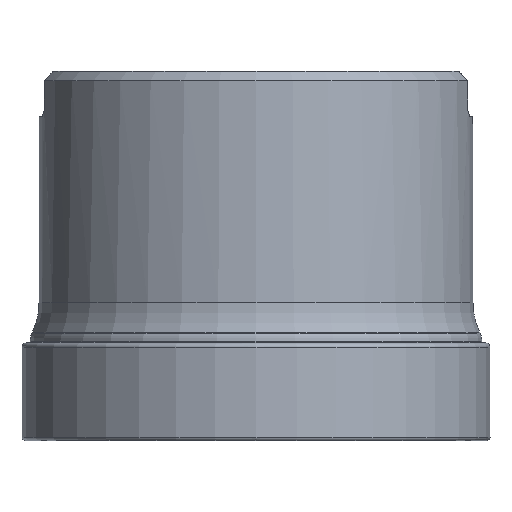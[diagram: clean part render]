
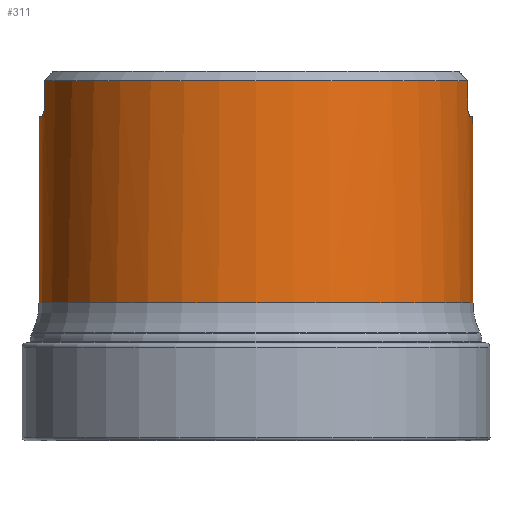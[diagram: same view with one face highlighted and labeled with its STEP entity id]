
A CAD part, left-side view. The second image highlights one B-rep face of the part: STEP entity #311.
In plain terms, the highlighted cylindrical face has radius 23.5 mm (diameter 47 mm), a full revolution.
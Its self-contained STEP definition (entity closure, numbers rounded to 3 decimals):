
#39=CYLINDRICAL_SURFACE('',#1512,23.5);
#104=LINE('',#2427,#148);
#105=LINE('',#2429,#149);
#106=LINE('',#2470,#150);
#107=LINE('',#2471,#151);
#148=VECTOR('',#1757,1.);
#149=VECTOR('',#1758,1.);
#150=VECTOR('',#1761,1.);
#151=VECTOR('',#1762,1.);
#311=ADVANCED_FACE('',(#513,#514),#39,.T.);
#441=B_SPLINE_CURVE_WITH_KNOTS('',3,(#2431,#2432,#2433,#2434,#2435,#2436,
#2437,#2438,#2439,#2440,#2441,#2442,#2443,#2444,#2445,#2446,#2447,#2448,
#2449),.UNSPECIFIED.,.F.,.F.,(4,3,3,3,3,3,4),(0.,0.083,0.382,
0.803,0.89,0.956,1.),.UNSPECIFIED.);
#442=B_SPLINE_CURVE_WITH_KNOTS('',3,(#2453,#2454,#2455,#2456,#2457,#2458,
#2459,#2460,#2461,#2462,#2463,#2464,#2465,#2466,#2467,#2468),
 .UNSPECIFIED.,.F.,.F.,(4,3,3,3,3,4),(0.,0.043,0.112,
0.369,0.783,1.),.UNSPECIFIED.);
#443=B_SPLINE_CURVE_WITH_KNOTS('',3,(#2473,#2474,#2475,#2476,#2477,#2478,
#2479,#2480,#2481,#2482,#2483,#2484,#2485,#2486,#2487,#2488,#2489,#2490,
#2491),.UNSPECIFIED.,.F.,.F.,(4,3,3,3,3,3,4),(0.,0.083,0.382,
0.803,0.89,0.956,1.),.UNSPECIFIED.);
#444=B_SPLINE_CURVE_WITH_KNOTS('',3,(#2495,#2496,#2497,#2498,#2499,#2500,
#2501,#2502,#2503,#2504,#2505,#2506,#2507,#2508,#2509,#2510),
 .UNSPECIFIED.,.F.,.F.,(4,3,3,3,3,4),(0.,0.043,0.112,
0.369,0.783,1.),.UNSPECIFIED.);
#513=FACE_BOUND('',#618,.T.);
#514=FACE_BOUND('',#619,.T.);
#618=EDGE_LOOP('',(#783,#784,#785,#786,#787,#788,#789,#790,#791,#792,#793,
#794));
#619=EDGE_LOOP('',(#795));
#783=ORIENTED_EDGE('',*,*,#1239,.T.);
#784=ORIENTED_EDGE('',*,*,#1223,.F.);
#785=ORIENTED_EDGE('',*,*,#1240,.F.);
#786=ORIENTED_EDGE('',*,*,#1241,.F.);
#787=ORIENTED_EDGE('',*,*,#1242,.F.);
#788=ORIENTED_EDGE('',*,*,#1243,.F.);
#789=ORIENTED_EDGE('',*,*,#1244,.T.);
#790=ORIENTED_EDGE('',*,*,#1219,.F.);
#791=ORIENTED_EDGE('',*,*,#1245,.F.);
#792=ORIENTED_EDGE('',*,*,#1246,.F.);
#793=ORIENTED_EDGE('',*,*,#1247,.F.);
#794=ORIENTED_EDGE('',*,*,#1248,.F.);
#795=ORIENTED_EDGE('',*,*,#1249,.T.);
#1093=VERTEX_POINT('',#2336);
#1094=VERTEX_POINT('',#2338);
#1097=VERTEX_POINT('',#2361);
#1098=VERTEX_POINT('',#2362);
#1112=VERTEX_POINT('',#2428);
#1113=VERTEX_POINT('',#2430);
#1114=VERTEX_POINT('',#2450);
#1115=VERTEX_POINT('',#2452);
#1116=VERTEX_POINT('',#2469);
#1117=VERTEX_POINT('',#2472);
#1118=VERTEX_POINT('',#2492);
#1119=VERTEX_POINT('',#2494);
#1120=VERTEX_POINT('',#2512);
#1219=EDGE_CURVE('',#1093,#1094,#1393,.T.);
#1223=EDGE_CURVE('',#1097,#1098,#1395,.T.);
#1239=EDGE_CURVE('',#1112,#1098,#104,.T.);
#1240=EDGE_CURVE('',#1113,#1097,#105,.T.);
#1241=EDGE_CURVE('',#1114,#1113,#441,.T.);
#1242=EDGE_CURVE('',#1115,#1114,#1405,.T.);
#1243=EDGE_CURVE('',#1116,#1115,#442,.T.);
#1244=EDGE_CURVE('',#1116,#1094,#106,.T.);
#1245=EDGE_CURVE('',#1117,#1093,#107,.T.);
#1246=EDGE_CURVE('',#1118,#1117,#443,.T.);
#1247=EDGE_CURVE('',#1119,#1118,#1406,.T.);
#1248=EDGE_CURVE('',#1112,#1119,#444,.T.);
#1249=EDGE_CURVE('',#1120,#1120,#1407,.T.);
#1393=CIRCLE('',#1490,23.5);
#1395=CIRCLE('',#1493,23.5);
#1405=CIRCLE('',#1509,23.5);
#1406=CIRCLE('',#1510,23.5);
#1407=CIRCLE('',#1511,23.5);
#1490=AXIS2_PLACEMENT_3D('',#2337,#1717,#1718);
#1493=AXIS2_PLACEMENT_3D('',#2360,#1723,#1724);
#1509=AXIS2_PLACEMENT_3D('',#2451,#1759,#1760);
#1510=AXIS2_PLACEMENT_3D('',#2493,#1763,#1764);
#1511=AXIS2_PLACEMENT_3D('',#2511,#1765,#1766);
#1512=AXIS2_PLACEMENT_3D('',#2513,#1767,#1768);
#1717=DIRECTION('',(0.,0.,1.));
#1718=DIRECTION('',(1.,0.,0.));
#1723=DIRECTION('',(0.,0.,1.));
#1724=DIRECTION('',(1.,0.,0.));
#1757=DIRECTION('',(0.,0.,1.));
#1758=DIRECTION('',(0.,0.,1.));
#1759=DIRECTION('',(0.,0.,1.));
#1760=DIRECTION('',(-1.,0.,0.));
#1761=DIRECTION('',(0.,0.,1.));
#1762=DIRECTION('',(0.,0.,1.));
#1763=DIRECTION('',(0.,0.,1.));
#1764=DIRECTION('',(-1.,0.,0.));
#1765=DIRECTION('',(0.,0.,1.));
#1766=DIRECTION('',(1.,0.,0.));
#1767=DIRECTION('',(0.,0.,1.));
#1768=DIRECTION('',(1.,0.,0.));
#2336=CARTESIAN_POINT('',(-5.097,22.94,-1.));
#2337=CARTESIAN_POINT('',(0.,0.,-1.));
#2338=CARTESIAN_POINT('',(-5.097,-22.94,-1.));
#2360=CARTESIAN_POINT('',(0.,0.,-1.));
#2361=CARTESIAN_POINT('',(5.097,-22.94,-1.));
#2362=CARTESIAN_POINT('',(5.097,22.94,-1.));
#2427=CARTESIAN_POINT('',(5.097,22.94,-4.96));
#2428=CARTESIAN_POINT('',(5.097,22.94,-4.1));
#2429=CARTESIAN_POINT('',(5.097,-22.94,-4.96));
#2430=CARTESIAN_POINT('',(5.097,-22.94,-4.1));
#2431=CARTESIAN_POINT('',(3.802,-23.19,-4.9));
#2432=CARTESIAN_POINT('',(3.847,-23.183,-4.9));
#2433=CARTESIAN_POINT('',(3.891,-23.176,-4.897));
#2434=CARTESIAN_POINT('',(3.935,-23.168,-4.892));
#2435=CARTESIAN_POINT('',(4.093,-23.141,-4.875));
#2436=CARTESIAN_POINT('',(4.249,-23.113,-4.826));
#2437=CARTESIAN_POINT('',(4.393,-23.086,-4.758));
#2438=CARTESIAN_POINT('',(4.594,-23.047,-4.662));
#2439=CARTESIAN_POINT('',(4.782,-23.009,-4.529));
#2440=CARTESIAN_POINT('',(4.938,-22.975,-4.37));
#2441=CARTESIAN_POINT('',(4.971,-22.968,-4.336));
#2442=CARTESIAN_POINT('',(5.003,-22.961,-4.301));
#2443=CARTESIAN_POINT('',(5.031,-22.955,-4.263));
#2444=CARTESIAN_POINT('',(5.052,-22.95,-4.234));
#2445=CARTESIAN_POINT('',(5.072,-22.946,-4.203));
#2446=CARTESIAN_POINT('',(5.084,-22.943,-4.17));
#2447=CARTESIAN_POINT('',(5.092,-22.942,-4.148));
#2448=CARTESIAN_POINT('',(5.097,-22.94,-4.124));
#2449=CARTESIAN_POINT('',(5.097,-22.94,-4.1));
#2450=CARTESIAN_POINT('',(3.802,-23.19,-4.9));
#2451=CARTESIAN_POINT('',(0.,0.,-4.9));
#2452=CARTESIAN_POINT('',(-3.802,-23.19,-4.9));
#2453=CARTESIAN_POINT('',(-5.097,-22.94,-4.1));
#2454=CARTESIAN_POINT('',(-5.097,-22.94,-4.124));
#2455=CARTESIAN_POINT('',(-5.092,-22.942,-4.147));
#2456=CARTESIAN_POINT('',(-5.084,-22.943,-4.169));
#2457=CARTESIAN_POINT('',(-5.071,-22.946,-4.204));
#2458=CARTESIAN_POINT('',(-5.051,-22.951,-4.236));
#2459=CARTESIAN_POINT('',(-5.029,-22.956,-4.266));
#2460=CARTESIAN_POINT('',(-4.947,-22.974,-4.377));
#2461=CARTESIAN_POINT('',(-4.84,-22.996,-4.468));
#2462=CARTESIAN_POINT('',(-4.73,-23.019,-4.551));
#2463=CARTESIAN_POINT('',(-4.556,-23.055,-4.683));
#2464=CARTESIAN_POINT('',(-4.357,-23.094,-4.792));
#2465=CARTESIAN_POINT('',(-4.146,-23.131,-4.851));
#2466=CARTESIAN_POINT('',(-4.035,-23.151,-4.882));
#2467=CARTESIAN_POINT('',(-3.918,-23.171,-4.9));
#2468=CARTESIAN_POINT('',(-3.802,-23.19,-4.9));
#2469=CARTESIAN_POINT('',(-5.097,-22.94,-4.1));
#2470=CARTESIAN_POINT('',(-5.097,-22.94,-4.96));
#2471=CARTESIAN_POINT('',(-5.097,22.94,-4.96));
#2472=CARTESIAN_POINT('',(-5.097,22.94,-4.1));
#2473=CARTESIAN_POINT('',(-3.802,23.19,-4.9));
#2474=CARTESIAN_POINT('',(-3.847,23.183,-4.9));
#2475=CARTESIAN_POINT('',(-3.891,23.176,-4.897));
#2476=CARTESIAN_POINT('',(-3.935,23.168,-4.892));
#2477=CARTESIAN_POINT('',(-4.093,23.141,-4.875));
#2478=CARTESIAN_POINT('',(-4.249,23.113,-4.826));
#2479=CARTESIAN_POINT('',(-4.393,23.086,-4.758));
#2480=CARTESIAN_POINT('',(-4.594,23.047,-4.662));
#2481=CARTESIAN_POINT('',(-4.782,23.009,-4.529));
#2482=CARTESIAN_POINT('',(-4.938,22.975,-4.37));
#2483=CARTESIAN_POINT('',(-4.971,22.968,-4.336));
#2484=CARTESIAN_POINT('',(-5.003,22.961,-4.301));
#2485=CARTESIAN_POINT('',(-5.031,22.955,-4.263));
#2486=CARTESIAN_POINT('',(-5.052,22.95,-4.234));
#2487=CARTESIAN_POINT('',(-5.072,22.946,-4.203));
#2488=CARTESIAN_POINT('',(-5.084,22.943,-4.17));
#2489=CARTESIAN_POINT('',(-5.092,22.942,-4.148));
#2490=CARTESIAN_POINT('',(-5.097,22.94,-4.124));
#2491=CARTESIAN_POINT('',(-5.097,22.94,-4.1));
#2492=CARTESIAN_POINT('',(-3.802,23.19,-4.9));
#2493=CARTESIAN_POINT('',(0.,0.,-4.9));
#2494=CARTESIAN_POINT('',(3.802,23.19,-4.9));
#2495=CARTESIAN_POINT('',(5.097,22.94,-4.1));
#2496=CARTESIAN_POINT('',(5.097,22.94,-4.124));
#2497=CARTESIAN_POINT('',(5.092,22.942,-4.147));
#2498=CARTESIAN_POINT('',(5.084,22.943,-4.169));
#2499=CARTESIAN_POINT('',(5.071,22.946,-4.204));
#2500=CARTESIAN_POINT('',(5.051,22.951,-4.236));
#2501=CARTESIAN_POINT('',(5.029,22.956,-4.266));
#2502=CARTESIAN_POINT('',(4.947,22.974,-4.377));
#2503=CARTESIAN_POINT('',(4.84,22.996,-4.468));
#2504=CARTESIAN_POINT('',(4.73,23.019,-4.551));
#2505=CARTESIAN_POINT('',(4.556,23.055,-4.683));
#2506=CARTESIAN_POINT('',(4.357,23.094,-4.792));
#2507=CARTESIAN_POINT('',(4.146,23.131,-4.851));
#2508=CARTESIAN_POINT('',(4.035,23.151,-4.882));
#2509=CARTESIAN_POINT('',(3.918,23.171,-4.9));
#2510=CARTESIAN_POINT('',(3.802,23.19,-4.9));
#2511=CARTESIAN_POINT('',(0.,0.,-25.062));
#2512=CARTESIAN_POINT('',(23.5,0.,-25.062));
#2513=CARTESIAN_POINT('',(0.,0.,0.));
